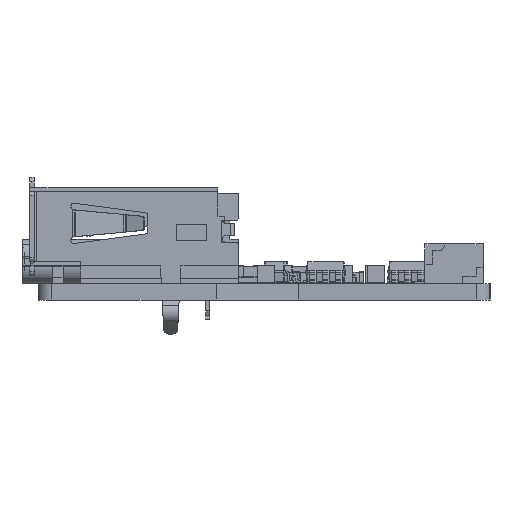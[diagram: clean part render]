
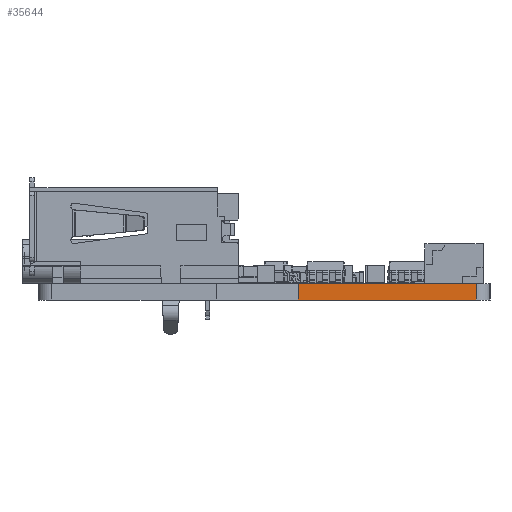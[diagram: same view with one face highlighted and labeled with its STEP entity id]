
A CAD part, left-side view. The second image highlights one B-rep face of the part: STEP entity #35644.
In plain terms, the highlighted planar face has unit normal (-1, 0, 0).
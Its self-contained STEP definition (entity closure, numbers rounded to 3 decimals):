
#265=VECTOR('',#5751,1.);
#271=VECTOR('',#5765,1.);
#327=VECTOR('',#5960,1.);
#335=VECTOR('',#5981,1.);
#2383=LINE('',#45224,#265);
#2389=LINE('',#45242,#271);
#2445=LINE('',#45420,#327);
#2453=LINE('',#45440,#335);
#4879=PLANE('',#9993);
#5751=DIRECTION('',(0.,-1.,0.));
#5765=DIRECTION('',(0.,0.,1.));
#5960=DIRECTION('',(0.,1.,0.));
#5981=DIRECTION('',(0.,0.,1.));
#5982=DIRECTION('',(-1.,0.,0.));
#9993=AXIS2_PLACEMENT_3D('',#45441,#5982,$);
#14666=VERTEX_POINT('',#45223);
#14667=VERTEX_POINT('',#45225);
#14674=VERTEX_POINT('',#45241);
#14722=VERTEX_POINT('',#45419);
#19870=EDGE_CURVE('',#14667,#14666,#2383,.T.);
#19879=EDGE_CURVE('',#14666,#14674,#2389,.T.);
#19968=EDGE_CURVE('',#14674,#14722,#2445,.T.);
#19980=EDGE_CURVE('',#14667,#14722,#2453,.T.);
#26453=ORIENTED_EDGE('',*,*,#19870,.T.);
#26454=ORIENTED_EDGE('',*,*,#19879,.T.);
#26455=ORIENTED_EDGE('',*,*,#19968,.T.);
#26456=ORIENTED_EDGE('',*,*,#19980,.F.);
#32249=EDGE_LOOP('',(#26453,#26454,#26455,#26456));
#33982=FACE_BOUND('',#32249,.T.);
#35644=ADVANCED_FACE('',(#33982),#4879,.T.);
#45223=CARTESIAN_POINT('',(-37.,-29.,0.4));
#45224=CARTESIAN_POINT('',(-37.,-20.813,0.4));
#45225=CARTESIAN_POINT('',(-37.,-16.,0.4));
#45241=CARTESIAN_POINT('',(-37.,-29.,1.6));
#45242=CARTESIAN_POINT('',(-37.,-29.,0.));
#45419=CARTESIAN_POINT('',(-37.,-16.,1.6));
#45420=CARTESIAN_POINT('',(-37.,-29.,1.6));
#45440=CARTESIAN_POINT('',(-37.,-16.,0.));
#45441=CARTESIAN_POINT('',(-37.,-29.,0.));
